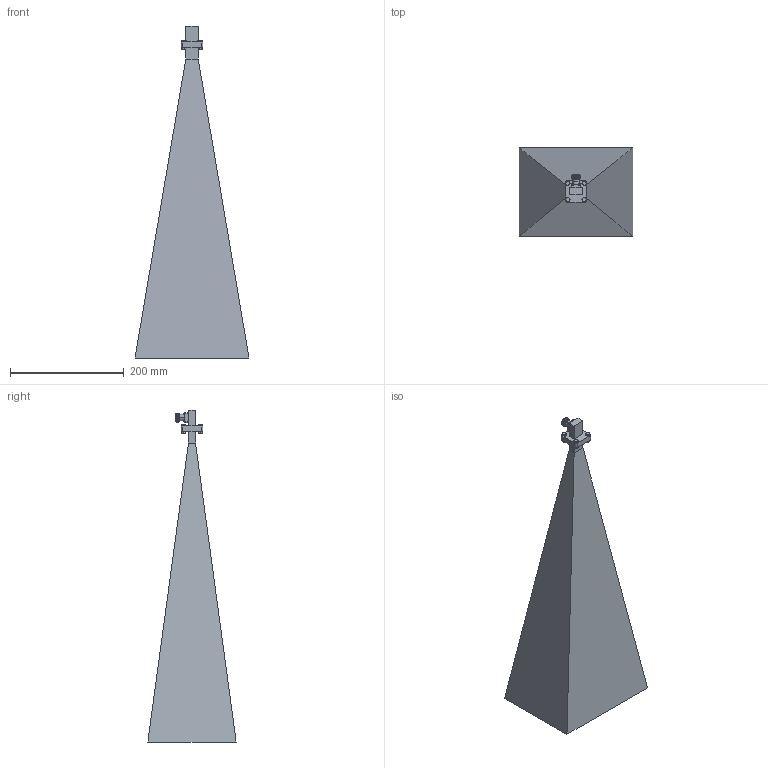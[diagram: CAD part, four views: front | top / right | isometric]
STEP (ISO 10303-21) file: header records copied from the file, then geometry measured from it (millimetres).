
FILE_DESCRIPTION (( 'STEP AP203' ), '1' );
FILE_NAME ('AR-7C3-R-H1.STEP', '2024-04-30T17:20:20', ( '' ), ( '' ), 'SwSTEP 2.0', 'SolidWorks 2021', '' );
FILE_SCHEMA (( 'CONFIG_CONTROL_DESIGN' ));
Length unit declared in the file: inch
Products named in the file (1): AR-7C3-R-H1
Bounding box: 200 x 155 x 583 mm (x, y, z)
Surface area: 250341.6 mm2 (no closed solid volume)
Topology: 0 solids, 21 shells, 564 faces, 1367 edges, 865 vertices
Faces by surface type: plane 215, cylinder 161, cone 130, bspline 30, torus 20, sphere 8
Entity records: 23207 total; most frequent: CARTESIAN_POINT 10572, ORIENTED_EDGE 2698, DIRECTION 2420, EDGE_CURVE 1365, AXIS2_PLACEMENT_3D 965, VERTEX_POINT 865, EDGE_LOOP 618, FACE_OUTER_BOUND 564
